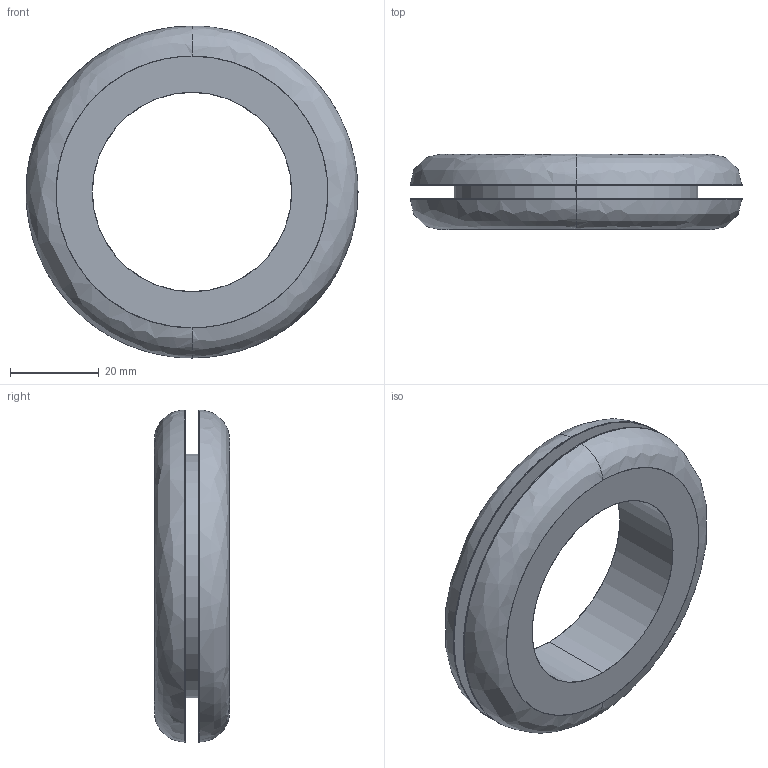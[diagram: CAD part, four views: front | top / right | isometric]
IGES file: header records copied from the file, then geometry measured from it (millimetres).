
Start section: SolidWorks IGES file using analytic representation for surfaces
Global section: file name: C-30-BW-45-3.IGS,41; native system: HSolidWorks 2006 by SolidWorks Corporation; preprocessor: SolidWorks 2006 by SolidWorks Corporation; author: 3sw; date: 060607.191155; units: millimetre
Bounding box: 75 x 17 x 75 mm (x, y, z)
Surface area: 14542.8 mm2 (no closed solid volume)
Topology: 0 solids, 0 shells, 16 faces, 560 edges, 560 vertices
Faces by surface type: revolution 8, bspline 8
